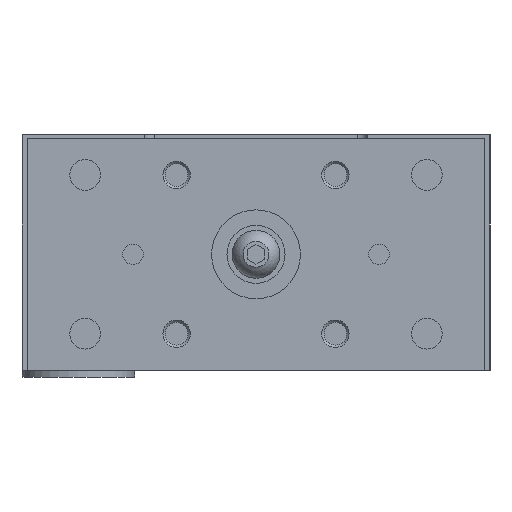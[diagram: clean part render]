
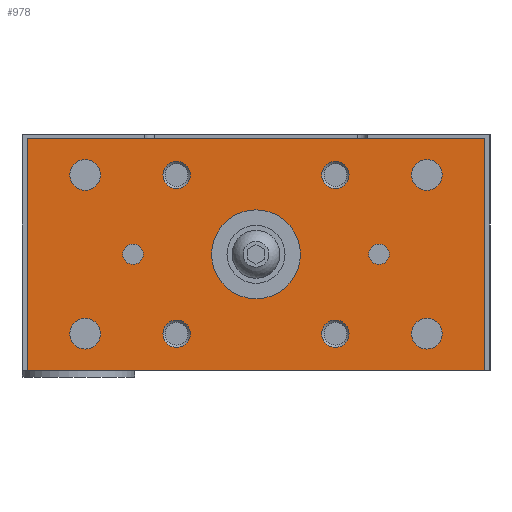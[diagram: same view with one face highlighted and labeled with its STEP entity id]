
A CAD part, left-side view. The second image highlights one B-rep face of the part: STEP entity #978.
In plain terms, the highlighted planar face has unit normal (-1, 0, 0).
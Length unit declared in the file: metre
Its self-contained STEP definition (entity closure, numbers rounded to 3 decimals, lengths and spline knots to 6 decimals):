
#978 = ADVANCED_FACE( '', ( #2220, #2221, #2222, #2223, #2224, #2225, #2226, #2227, #2228, #2229, #2230, #2231 ), #2232, .F. );
#2220 = FACE_BOUND( '', #3616, .T. );
#2221 = FACE_BOUND( '', #3617, .T. );
#2222 = FACE_BOUND( '', #3618, .T. );
#2223 = FACE_BOUND( '', #3619, .T. );
#2224 = FACE_BOUND( '', #3620, .T. );
#2225 = FACE_BOUND( '', #3621, .T. );
#2226 = FACE_BOUND( '', #3622, .T. );
#2227 = FACE_BOUND( '', #3623, .T. );
#2228 = FACE_BOUND( '', #3624, .T. );
#2229 = FACE_BOUND( '', #3625, .T. );
#2230 = FACE_BOUND( '', #3626, .T. );
#2231 = FACE_OUTER_BOUND( '', #3627, .T. );
#2232 = PLANE( '', #3628 );
#3616 = EDGE_LOOP( '', ( #6037 ) );
#3617 = EDGE_LOOP( '', ( #6038 ) );
#3618 = EDGE_LOOP( '', ( #6039 ) );
#3619 = EDGE_LOOP( '', ( #6040 ) );
#3620 = EDGE_LOOP( '', ( #6041 ) );
#3621 = EDGE_LOOP( '', ( #6042 ) );
#3622 = EDGE_LOOP( '', ( #6043 ) );
#3623 = EDGE_LOOP( '', ( #6044 ) );
#3624 = EDGE_LOOP( '', ( #6045 ) );
#3625 = EDGE_LOOP( '', ( #6046 ) );
#3626 = EDGE_LOOP( '', ( #6047 ) );
#3627 = EDGE_LOOP( '', ( #6048, #6049, #6050, #6051 ) );
#3628 = AXIS2_PLACEMENT_3D( '', #6052, #6053, #6054 );
#6037 = ORIENTED_EDGE( '', *, *, #7487, .T. );
#6038 = ORIENTED_EDGE( '', *, *, #7357, .T. );
#6039 = ORIENTED_EDGE( '', *, *, #6863, .F. );
#6040 = ORIENTED_EDGE( '', *, *, #7499, .F. );
#6041 = ORIENTED_EDGE( '', *, *, #7335, .T. );
#6042 = ORIENTED_EDGE( '', *, *, #7500, .F. );
#6043 = ORIENTED_EDGE( '', *, *, #7383, .T. );
#6044 = ORIENTED_EDGE( '', *, *, #7501, .T. );
#6045 = ORIENTED_EDGE( '', *, *, #7310, .F. );
#6046 = ORIENTED_EDGE( '', *, *, #7104, .F. );
#6047 = ORIENTED_EDGE( '', *, *, #6801, .T. );
#6048 = ORIENTED_EDGE( '', *, *, #7036, .T. );
#6049 = ORIENTED_EDGE( '', *, *, #7042, .T. );
#6050 = ORIENTED_EDGE( '', *, *, #6722, .T. );
#6051 = ORIENTED_EDGE( '', *, *, #7502, .T. );
#6052 = CARTESIAN_POINT( '', ( -0.027, -0.067, -0.069 ) );
#6053 = DIRECTION( '', ( 1., 0., 0. ) );
#6054 = DIRECTION( '', ( 0., 0., -1. ) );
#6722 = EDGE_CURVE( '', #7784, #7782, #7785, .T. );
#6801 = EDGE_CURVE( '', #7914, #7914, #7915, .T. );
#6863 = EDGE_CURVE( '', #8017, #8017, #8018, .T. );
#7036 = EDGE_CURVE( '', #8299, #8297, #8300, .T. );
#7042 = EDGE_CURVE( '', #8297, #7784, #8306, .T. );
#7104 = EDGE_CURVE( '', #8403, #8403, #8404, .T. );
#7310 = EDGE_CURVE( '', #8699, #8699, #8700, .T. );
#7335 = EDGE_CURVE( '', #8732, #8732, #8733, .T. );
#7357 = EDGE_CURVE( '', #8765, #8765, #8766, .T. );
#7383 = EDGE_CURVE( '', #8797, #8797, #8798, .T. );
#7487 = EDGE_CURVE( '', #8928, #8928, #8929, .T. );
#7499 = EDGE_CURVE( '', #8942, #8942, #8943, .T. );
#7500 = EDGE_CURVE( '', #8944, #8944, #8945, .T. );
#7501 = EDGE_CURVE( '', #8946, #8946, #8947, .T. );
#7502 = EDGE_CURVE( '', #7782, #8299, #8948, .T. );
#7782 = VERTEX_POINT( '', #9303 );
#7784 = VERTEX_POINT( '', #9306 );
#7785 = LINE( '', #9307, #9308 );
#7914 = VERTEX_POINT( '', #9539 );
#7915 = CIRCLE( '', #9540, 0.0045 );
#8017 = VERTEX_POINT( '', #9678 );
#8018 = CIRCLE( '', #9679, 0.004 );
#8297 = VERTEX_POINT( '', #10124 );
#8299 = VERTEX_POINT( '', #10127 );
#8300 = LINE( '', #10128, #10129 );
#8306 = LINE( '', #10137, #10138 );
#8403 = VERTEX_POINT( '', #10505 );
#8404 = CIRCLE( '', #10506, 0.0045 );
#8699 = VERTEX_POINT( '', #10925 );
#8700 = CIRCLE( '', #10926, 0.0045 );
#8732 = VERTEX_POINT( '', #10968 );
#8733 = CIRCLE( '', #10969, 0.004 );
#8765 = VERTEX_POINT( '', #11009 );
#8766 = CIRCLE( '', #11010, 0.004 );
#8797 = VERTEX_POINT( '', #11060 );
#8798 = CIRCLE( '', #11061, 0.003 );
#8928 = VERTEX_POINT( '', #11217 );
#8929 = CIRCLE( '', #11218, 0.013 );
#8942 = VERTEX_POINT( '', #11234 );
#8943 = CIRCLE( '', #11235, 0.004 );
#8944 = VERTEX_POINT( '', #11236 );
#8945 = CIRCLE( '', #11237, 0.003 );
#8946 = VERTEX_POINT( '', #11238 );
#8947 = CIRCLE( '', #11239, 0.0045 );
#8948 = LINE( '', #11240, #11241 );
#9303 = CARTESIAN_POINT( '', ( -0.027, 0.067, -0.069 ) );
#9306 = CARTESIAN_POINT( '', ( -0.027, 0.067, -0.001 ) );
#9307 = CARTESIAN_POINT( '', ( -0.027, 0.067, -0.001 ) );
#9308 = VECTOR( '', #11506, 1. );
#9539 = CARTESIAN_POINT( '', ( -0.027, 0.0545, -0.01175 ) );
#9540 = AXIS2_PLACEMENT_3D( '', #11597, #11598, #11599 );
#9678 = CARTESIAN_POINT( '', ( -0.027, 0.01925, -0.05825 ) );
#9679 = AXIS2_PLACEMENT_3D( '', #11682, #11683, #11684 );
#10124 = CARTESIAN_POINT( '', ( -0.027, -0.067, -0.001 ) );
#10127 = CARTESIAN_POINT( '', ( -0.027, -0.067, -0.069 ) );
#10128 = CARTESIAN_POINT( '', ( -0.027, -0.067, -0.069 ) );
#10129 = VECTOR( '', #11923, 1. );
#10137 = CARTESIAN_POINT( '', ( -0.027, -0.067, -0.001 ) );
#10138 = VECTOR( '', #11926, 1. );
#10505 = CARTESIAN_POINT( '', ( -0.027, -0.0545, -0.01175 ) );
#10506 = AXIS2_PLACEMENT_3D( '', #12025, #12026, #12027 );
#10925 = CARTESIAN_POINT( '', ( -0.027, 0.0545, -0.05825 ) );
#10926 = AXIS2_PLACEMENT_3D( '', #12275, #12276, #12277 );
#10968 = CARTESIAN_POINT( '', ( -0.027, 0.01925, -0.01175 ) );
#10969 = AXIS2_PLACEMENT_3D( '', #12300, #12301, #12302 );
#11009 = CARTESIAN_POINT( '', ( -0.027, -0.01925, -0.05825 ) );
#11010 = AXIS2_PLACEMENT_3D( '', #12332, #12333, #12334 );
#11060 = CARTESIAN_POINT( '', ( -0.027, 0.033, -0.035 ) );
#11061 = AXIS2_PLACEMENT_3D( '', #12358, #12359, #12360 );
#11217 = CARTESIAN_POINT( '', ( -0.027, -0.013, -0.035 ) );
#11218 = AXIS2_PLACEMENT_3D( '', #12459, #12460, #12461 );
#11234 = CARTESIAN_POINT( '', ( -0.027, -0.01925, -0.01175 ) );
#11235 = AXIS2_PLACEMENT_3D( '', #12468, #12469, #12470 );
#11236 = CARTESIAN_POINT( '', ( -0.027, -0.033, -0.035 ) );
#11237 = AXIS2_PLACEMENT_3D( '', #12471, #12472, #12473 );
#11238 = CARTESIAN_POINT( '', ( -0.027, -0.0545, -0.05825 ) );
#11239 = AXIS2_PLACEMENT_3D( '', #12474, #12475, #12476 );
#11240 = CARTESIAN_POINT( '', ( -0.027, 0.067, -0.069 ) );
#11241 = VECTOR( '', #12477, 1. );
#11506 = DIRECTION( '', ( 0., 0., -1. ) );
#11597 = CARTESIAN_POINT( '', ( -0.027, 0.05, -0.01175 ) );
#11598 = DIRECTION( '', ( 1., 0., 0. ) );
#11599 = DIRECTION( '', ( 0., 1., 0. ) );
#11682 = CARTESIAN_POINT( '', ( -0.027, 0.02325, -0.05825 ) );
#11683 = DIRECTION( '', ( -1., 0., 0. ) );
#11684 = DIRECTION( '', ( 0., -1., 0. ) );
#11923 = DIRECTION( '', ( 0., 0., 1. ) );
#11926 = DIRECTION( '', ( 0., 1., 0. ) );
#12025 = CARTESIAN_POINT( '', ( -0.027, -0.05, -0.01175 ) );
#12026 = DIRECTION( '', ( -1., 0., 0. ) );
#12027 = DIRECTION( '', ( 0., -1., 0. ) );
#12275 = CARTESIAN_POINT( '', ( -0.027, 0.05, -0.05825 ) );
#12276 = DIRECTION( '', ( -1., 0., 0. ) );
#12277 = DIRECTION( '', ( 0., 1., 0. ) );
#12300 = CARTESIAN_POINT( '', ( -0.027, 0.02325, -0.01175 ) );
#12301 = DIRECTION( '', ( 1., 0., 0. ) );
#12302 = DIRECTION( '', ( 0., -1., 0. ) );
#12332 = CARTESIAN_POINT( '', ( -0.027, -0.02325, -0.05825 ) );
#12333 = DIRECTION( '', ( 1., 0., 0. ) );
#12334 = DIRECTION( '', ( 0., 1., 0. ) );
#12358 = CARTESIAN_POINT( '', ( -0.027, 0.036, -0.035 ) );
#12359 = DIRECTION( '', ( 1., 0., 0. ) );
#12360 = DIRECTION( '', ( 0., -1., 0. ) );
#12459 = CARTESIAN_POINT( '', ( -0.027, 0., -0.035 ) );
#12460 = DIRECTION( '', ( 1., 0., 0. ) );
#12461 = DIRECTION( '', ( 0., -1., 0. ) );
#12468 = CARTESIAN_POINT( '', ( -0.027, -0.02325, -0.01175 ) );
#12469 = DIRECTION( '', ( -1., 0., 0. ) );
#12470 = DIRECTION( '', ( 0., 1., 0. ) );
#12471 = CARTESIAN_POINT( '', ( -0.027, -0.036, -0.035 ) );
#12472 = DIRECTION( '', ( -1., 0., 0. ) );
#12473 = DIRECTION( '', ( 0., 1., 0. ) );
#12474 = CARTESIAN_POINT( '', ( -0.027, -0.05, -0.05825 ) );
#12475 = DIRECTION( '', ( 1., 0., 0. ) );
#12476 = DIRECTION( '', ( 0., -1., 0. ) );
#12477 = DIRECTION( '', ( 0., -1., 0. ) );
